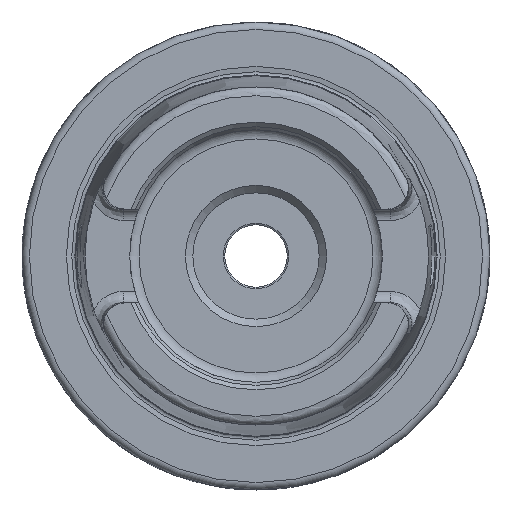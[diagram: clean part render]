
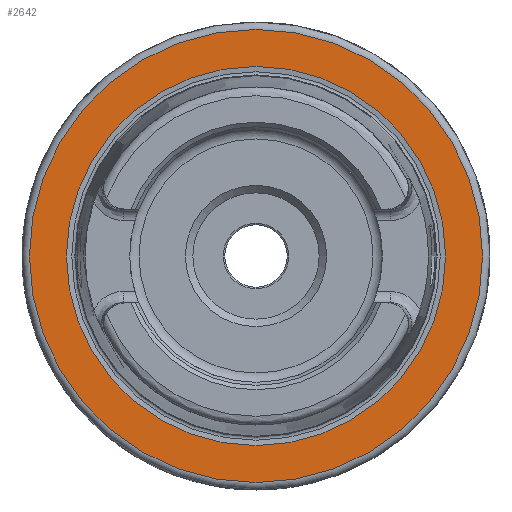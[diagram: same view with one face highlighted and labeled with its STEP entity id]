
A CAD part, left-side view. The second image highlights one B-rep face of the part: STEP entity #2642.
In plain terms, the highlighted planar face has unit normal (-1, 0, 0).
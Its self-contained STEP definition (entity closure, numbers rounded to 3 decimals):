
#99=PLANE('',#2955);
#290=FACE_OUTER_BOUND('',#629,.T.);
#458=CIRCLE('',#2953,25.521);
#459=CIRCLE('',#2954,25.521);
#460=CIRCLE('',#2956,30.5);
#461=CIRCLE('',#2957,30.5);
#478=FACE_BOUND('',#630,.T.);
#629=EDGE_LOOP('',(#2472,#2473));
#630=EDGE_LOOP('',(#2474,#2475));
#1237=VERTEX_POINT('',#6297);
#1238=VERTEX_POINT('',#6299);
#1239=VERTEX_POINT('',#6303);
#1240=VERTEX_POINT('',#6304);
#1650=EDGE_CURVE('',#1238,#1237,#458,.T.);
#1651=EDGE_CURVE('',#1237,#1238,#459,.T.);
#1652=EDGE_CURVE('',#1239,#1240,#460,.T.);
#1653=EDGE_CURVE('',#1240,#1239,#461,.T.);
#2472=ORIENTED_EDGE('',*,*,#1652,.F.);
#2473=ORIENTED_EDGE('',*,*,#1653,.F.);
#2474=ORIENTED_EDGE('',*,*,#1650,.T.);
#2475=ORIENTED_EDGE('',*,*,#1651,.T.);
#2642=ADVANCED_FACE('',(#290,#478),#99,.T.);
#2953=AXIS2_PLACEMENT_3D('',#6300,#3646,#3647);
#2954=AXIS2_PLACEMENT_3D('',#6301,#3648,#3649);
#2955=AXIS2_PLACEMENT_3D('',#6302,#3650,#3651);
#2956=AXIS2_PLACEMENT_3D('',#6305,#3652,#3653);
#2957=AXIS2_PLACEMENT_3D('',#6306,#3654,#3655);
#3646=DIRECTION('center_axis',(1.,0.,0.));
#3647=DIRECTION('ref_axis',(0.,0.,-1.));
#3648=DIRECTION('center_axis',(1.,0.,0.));
#3649=DIRECTION('ref_axis',(0.,0.,-1.));
#3650=DIRECTION('center_axis',(-1.,0.,0.));
#3651=DIRECTION('ref_axis',(0.,0.,1.));
#3652=DIRECTION('center_axis',(1.,0.,0.));
#3653=DIRECTION('ref_axis',(0.,0.,-1.));
#3654=DIRECTION('center_axis',(1.,0.,0.));
#3655=DIRECTION('ref_axis',(0.,0.,-1.));
#6297=CARTESIAN_POINT('',(0.,-25.521,0.));
#6299=CARTESIAN_POINT('',(0.,25.521,0.));
#6300=CARTESIAN_POINT('Origin',(0.,0.,
0.));
#6301=CARTESIAN_POINT('Origin',(0.,0.,
0.));
#6302=CARTESIAN_POINT('Origin',(0.,30.5,0.));
#6303=CARTESIAN_POINT('',(0.,30.5,0.));
#6304=CARTESIAN_POINT('',(0.,0.,30.5));
#6305=CARTESIAN_POINT('Origin',(0.,0.,
0.));
#6306=CARTESIAN_POINT('Origin',(0.,0.,
0.));
